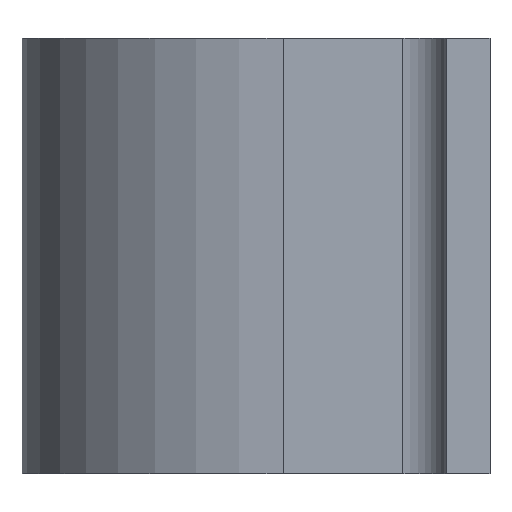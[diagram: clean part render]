
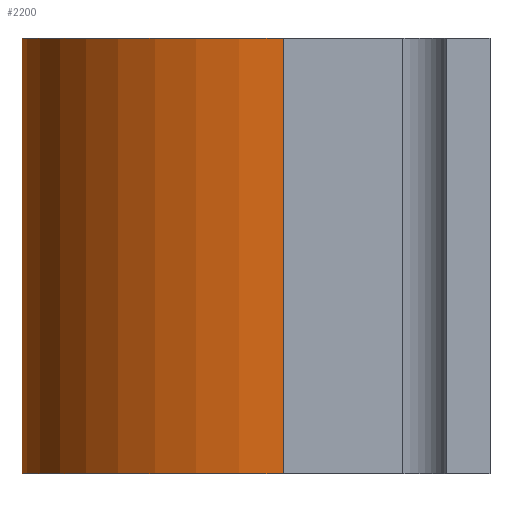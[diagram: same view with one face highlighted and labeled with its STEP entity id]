
A CAD part, left-side view. The second image highlights one B-rep face of the part: STEP entity #2200.
In plain terms, the highlighted cylindrical face has radius 12 mm (diameter 24 mm), a partial arc.
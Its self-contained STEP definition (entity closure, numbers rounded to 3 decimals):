
#870=CARTESIAN_POINT('',(-12.,0.,10.));
#880=VERTEX_POINT('',#870);
#910=CARTESIAN_POINT('',(0.,0.,10.));
#920=DIRECTION('',(0.,0.,1.));
#930=DIRECTION('',(1.,0.,0.));
#940=AXIS2_PLACEMENT_3D('',#910,#920,#930);
#950=CIRCLE('',#940,12.);
#960=CARTESIAN_POINT('',(11.971,0.837,10.));
#970=VERTEX_POINT('',#960);
#980=EDGE_CURVE('',#970,#880,#950,.T.);
#1890=CARTESIAN_POINT('',(0.,0.,0.));
#1900=DIRECTION('',(0.,0.,1.));
#1910=DIRECTION('',(1.,0.,0.));
#1920=AXIS2_PLACEMENT_3D('',#1890,#1900,#1910);
#1930=CYLINDRICAL_SURFACE('',#1920,12.);
#1940=ORIENTED_EDGE('',*,*,#980,.F.);
#1950=CARTESIAN_POINT('',(-12.,0.,0.));
#1960=DIRECTION('',(0.,0.,1.));
#1970=VECTOR('',#1960,1.);
#1980=LINE('',#1950,#1970);
#1990=CARTESIAN_POINT('',(-12.,0.,-10.));
#2000=VERTEX_POINT('',#1990);
#2010=EDGE_CURVE('',#2000,#880,#1980,.T.);
#2020=ORIENTED_EDGE('',*,*,#2010,.T.);
#2030=CARTESIAN_POINT('',(0.,0.,-10.));
#2040=DIRECTION('',(0.,0.,1.));
#2050=DIRECTION('',(1.,0.,0.));
#2060=AXIS2_PLACEMENT_3D('',#2030,#2040,#2050);
#2070=CIRCLE('',#2060,12.);
#2080=CARTESIAN_POINT('',(11.971,0.837,-10.));
#2090=VERTEX_POINT('',#2080);
#2100=EDGE_CURVE('',#2090,#2000,#2070,.T.);
#2110=ORIENTED_EDGE('',*,*,#2100,.T.);
#2120=CARTESIAN_POINT('',(11.971,0.837,0.));
#2130=DIRECTION('',(0.,0.,1.));
#2140=VECTOR('',#2130,1.);
#2150=LINE('',#2120,#2140);
#2160=EDGE_CURVE('',#2090,#970,#2150,.T.);
#2170=ORIENTED_EDGE('',*,*,#2160,.F.);
#2180=EDGE_LOOP('',(#2170,#2110,#2020,#1940));
#2190=FACE_OUTER_BOUND('',#2180,.T.);
#2200=ADVANCED_FACE('',(#2190),#1930,.T.);
